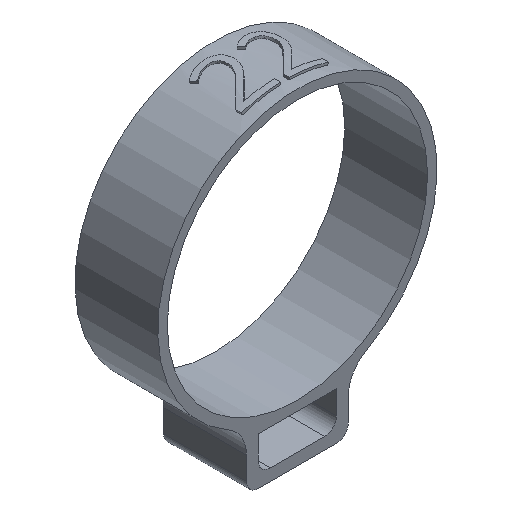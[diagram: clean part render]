
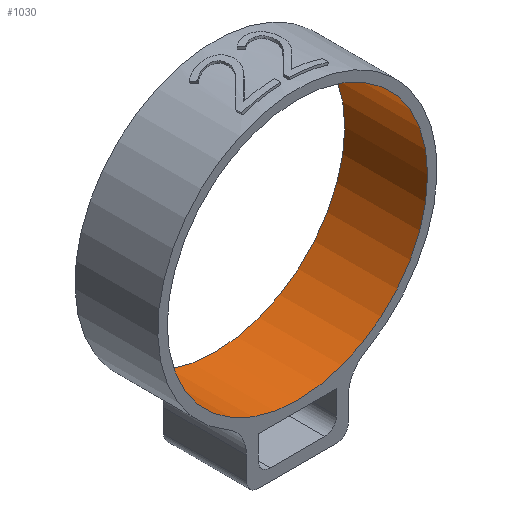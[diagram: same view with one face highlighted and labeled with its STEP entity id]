
A CAD part, isometric view. The second image highlights one B-rep face of the part: STEP entity #1030.
In plain terms, the highlighted cylindrical face has radius 11 mm (diameter 22 mm), a full revolution.
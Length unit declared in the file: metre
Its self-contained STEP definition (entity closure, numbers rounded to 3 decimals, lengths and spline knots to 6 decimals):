
#341=ORIENTED_EDGE('',*,*,#657,.T.);
#342=ORIENTED_EDGE('',*,*,#658,.F.);
#657=EDGE_CURVE('',#809,#809,#869,.T.);
#658=EDGE_CURVE('',#810,#810,#870,.T.);
#809=VERTEX_POINT('',#1552);
#810=VERTEX_POINT('',#1554);
#869=CIRCLE('',#1121,0.011);
#870=CIRCLE('',#1122,0.011);
#890=EDGE_LOOP('',(#341));
#891=EDGE_LOOP('',(#342));
#956=FACE_BOUND('',#890,.T.);
#957=FACE_BOUND('',#891,.T.);
#1014=CYLINDRICAL_SURFACE('',#1120,0.011);
#1030=ADVANCED_FACE('',(#956,#957),#1014,.F.);
#1120=AXIS2_PLACEMENT_3D('',#1550,#1238,#1239);
#1121=AXIS2_PLACEMENT_3D('',#1551,#1240,#1241);
#1122=AXIS2_PLACEMENT_3D('',#1553,#1242,#1243);
#1238=DIRECTION('',(0.,1.,0.));
#1239=DIRECTION('',(0.,0.,1.));
#1240=DIRECTION('',(0.,-1.,0.));
#1241=DIRECTION('',(0.,0.,-1.));
#1242=DIRECTION('',(0.,-1.,0.));
#1243=DIRECTION('',(0.,0.,-1.));
#1550=CARTESIAN_POINT('',(-0.01085,-0.032,0.012771));
#1551=CARTESIAN_POINT('',(-0.01085,-0.032,0.012771));
#1552=CARTESIAN_POINT('',(-0.01085,-0.032,0.001771));
#1553=CARTESIAN_POINT('',(-0.01085,-0.025,0.012771));
#1554=CARTESIAN_POINT('',(-0.01085,-0.025,0.001771));
